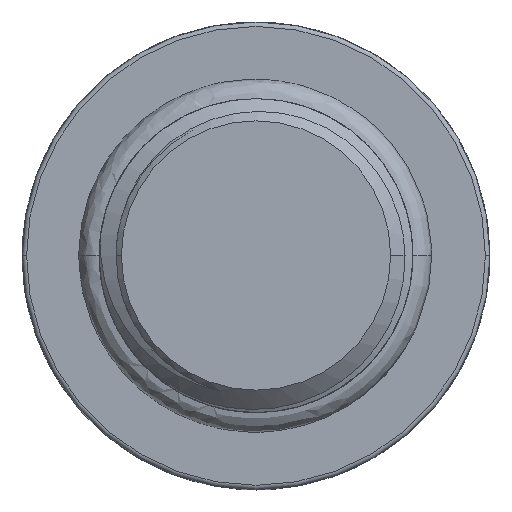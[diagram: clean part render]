
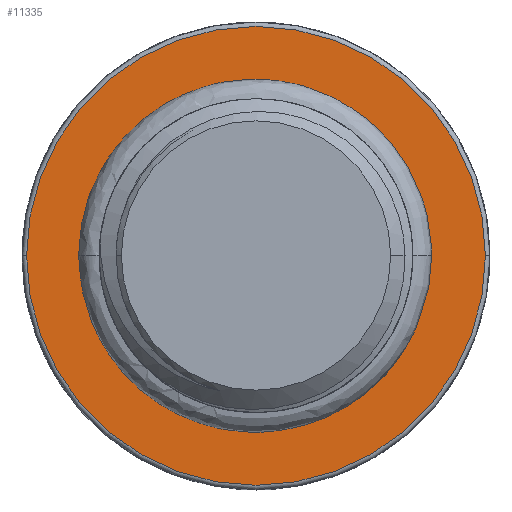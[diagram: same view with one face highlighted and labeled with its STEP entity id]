
A CAD part, top view. The second image highlights one B-rep face of the part: STEP entity #11335.
In plain terms, the highlighted planar face has unit normal (0, 0, 1).
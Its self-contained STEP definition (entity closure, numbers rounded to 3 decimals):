
#63 = CARTESIAN_POINT ( 'NONE',  ( 5.791, 4.489, 78.5 ) ) ;
#141 = CARTESIAN_POINT ( 'NONE',  ( -7.088, -2.458, 78.5 ) ) ;
#295 = CARTESIAN_POINT ( 'NONE',  ( -0.279, 7.355, 78.5 ) ) ;
#361 = EDGE_CURVE ( 'NONE', #15608, #18406, #8100, .T. ) ;
#407 = CARTESIAN_POINT ( 'NONE',  ( 3.638, 6.389, 78.5 ) ) ;
#920 = CIRCLE ( 'NONE', #19615, 10.3 ) ;
#1047 = AXIS2_PLACEMENT_3D ( 'NONE', #13621, #6651, #3186 ) ;
#1143 = CARTESIAN_POINT ( 'NONE',  ( -7.384, 0.244, 78.5 ) ) ;
#1270 = CARTESIAN_POINT ( 'NONE',  ( -3.299, 6.609, 78.5 ) ) ;
#1581 = CARTESIAN_POINT ( 'NONE',  ( -7.372, 0.483, 78.5 ) ) ;
#1807 = CARTESIAN_POINT ( 'NONE',  ( 4.809, 5.537, 78.5 ) ) ;
#1881 = CARTESIAN_POINT ( 'NONE',  ( -4.312, -6.188, 78.5 ) ) ;
#3186 = DIRECTION ( 'NONE',  ( -1., 0., 0. ) ) ;
#3250 = CARTESIAN_POINT ( 'NONE',  ( -5.575, 4.858, 78.5 ) ) ;
#3460 = CARTESIAN_POINT ( 'NONE',  ( 4.241, 5.987, 78.5 ) ) ;
#3639 = CARTESIAN_POINT ( 'NONE',  ( 0.283, -7.398, 78.5 ) ) ;
#3684 = PLANE ( 'NONE',  #8555 ) ;
#3685 = CARTESIAN_POINT ( 'NONE',  ( 4.437, 5.842, 78.5 ) ) ;
#3803 = CARTESIAN_POINT ( 'NONE',  ( 6.933, 2.384, 78.5 ) ) ;
#4780 = CARTESIAN_POINT ( 'NONE',  ( 7.312, 0.009, 78.5 ) ) ;
#4993 = CARTESIAN_POINT ( 'NONE',  ( -6.643, 3.258, 78.5 ) ) ;
#5395 = CARTESIAN_POINT ( 'NONE',  ( 5.729, -4.648, 78.5 ) ) ;
#5434 = CARTESIAN_POINT ( 'NONE',  ( 7.076, 1.917, 78.5 ) ) ;
#6171 = EDGE_CURVE ( 'NONE', #9186, #15996, #10637, .T. ) ;
#6601 = CARTESIAN_POINT ( 'NONE',  ( -1.002, 7.295, 78.5 ) ) ;
#6651 = DIRECTION ( 'NONE',  ( 0., 0., 1. ) ) ;
#6825 = CARTESIAN_POINT ( 'NONE',  ( -4.885, 5.534, 78.5 ) ) ;
#7496 = CARTESIAN_POINT ( 'NONE',  ( 5.325, 5.038, 78.5 ) ) ;
#8100 = CIRCLE ( 'NONE', #1047, 10.3 ) ;
#8555 = AXIS2_PLACEMENT_3D ( 'NONE', #14925, #13415, #16603 ) ;
#8687 = CARTESIAN_POINT ( 'NONE',  ( -6.413, 3.69, 78.5 ) ) ;
#8975 = CARTESIAN_POINT ( 'NONE',  ( 4.778, -5.581, 78.5 ) ) ;
#9186 = VERTEX_POINT ( 'NONE', #21708 ) ;
#9743 = EDGE_CURVE ( 'NONE', #18406, #15608, #920, .T. ) ;
#9997 = CARTESIAN_POINT ( 'NONE',  ( -7.009, 2.372, 78.5 ) ) ;
#10091 = CARTESIAN_POINT ( 'NONE',  ( -10.3, 0., 78.5 ) ) ;
#10118 = CARTESIAN_POINT ( 'NONE',  ( -4.512, 5.84, 78.5 ) ) ;
#10587 = CARTESIAN_POINT ( 'NONE',  ( 5.486, 4.861, 78.5 ) ) ;
#10637 = B_SPLINE_CURVE_WITH_KNOTS ( 'NONE', 3,
 ( #13900, #1143, #1581, #17668, #20942, #21054, #9997, #4993, #8687, #17230, #3250, #22911, #6825, #10118, #17350, #15568, #1270, #14020, #21173, #22692, #6601, #13791, #295, #17900, #16480, #16250, #16011, #14459, #407, #3460, #3685, #1807, #14689, #7496, #10587, #63, #16369, #21851, #12359, #3803, #5434, #18129, #21391, #19750 ),
 .UNSPECIFIED., .F., .F.,
 ( 4, 2, 2, 2, 2, 2, 2, 2, 2, 2, 2, 2, 2, 2, 2, 2, 2, 2, 2, 2, 2, 4 ),
 ( 0.023, 0.024, 0.025, 0.026, 0.027, 0.029, 0.03, 0.03, 0.032, 0.033, 0.034, 0.035, 0.036, 0.038, 0.039, 0.04, 0.04, 0.041, 0.042, 0.043, 0.045, 0.046 ),
 .UNSPECIFIED. ) ;
#10770 = CARTESIAN_POINT ( 'NONE',  ( -2.086, -7.227, 78.5 ) ) ;
#11317 =( BOUNDED_CURVE ( )  B_SPLINE_CURVE ( 3, ( #12776, #19922, #16680, #14416, #5395, #8975, #12550, #19711, #3639, #10770, #1881, #16198, #141, #11909, #18860 ),
 .UNSPECIFIED., .F., .F. ) 
 B_SPLINE_CURVE_WITH_KNOTS ( ( 4, 1, 1, 1, 1, 1, 1, 1, 1, 1, 1, 1, 4 ),
 ( 0., 0.001, 0.002, 0.003, 0.005, 0.006, 0.008, 0.01, 0.011, 0.016, 0.018, 0.02, 0.023 ),
 .UNSPECIFIED. ) 
 CURVE ( )  GEOMETRIC_REPRESENTATION_ITEM ( )  RATIONAL_B_SPLINE_CURVE ( ( 1.002, 1.002, 1.002, 1.002, 1.002, 1.002, 1.002, 1.002, 1.002, 1.002, 1.002, 1.002, 1.002, 1.002, 1.002 ) ) 
 REPRESENTATION_ITEM ( '' )  );
#11335 = ADVANCED_FACE ( 'NONE', ( #16249, #19749 ), #3684, .F. ) ;
#11428 = DIRECTION ( 'NONE',  ( -1., 0., 0. ) ) ;
#11909 = CARTESIAN_POINT ( 'NONE',  ( -7.383, -0.922, 78.5 ) ) ;
#12359 = CARTESIAN_POINT ( 'NONE',  ( 6.566, 3.269, 78.5 ) ) ;
#12550 = CARTESIAN_POINT ( 'NONE',  ( 3.552, -6.47, 78.5 ) ) ;
#12776 = CARTESIAN_POINT ( 'NONE',  ( 7.312, 0.009, 78.5 ) ) ;
#13330 = DIRECTION ( 'NONE',  ( 0., 0., 1. ) ) ;
#13415 = DIRECTION ( 'NONE',  ( 0., 0., -1. ) ) ;
#13621 = CARTESIAN_POINT ( 'NONE',  ( 0., 0., 78.5 ) ) ;
#13791 = CARTESIAN_POINT ( 'NONE',  ( -0.522, 7.343, 78.5 ) ) ;
#13900 = CARTESIAN_POINT ( 'NONE',  ( -7.383, 0.004, 78.5 ) ) ;
#14020 = CARTESIAN_POINT ( 'NONE',  ( -2.403, 6.981, 78.5 ) ) ;
#14416 = CARTESIAN_POINT ( 'NONE',  ( 6.659, -3.2, 78.5 ) ) ;
#14421 = CARTESIAN_POINT ( 'NONE',  ( 10.3, 0., 78.5 ) ) ;
#14459 = CARTESIAN_POINT ( 'NONE',  ( 3.216, 6.614, 78.5 ) ) ;
#14689 = CARTESIAN_POINT ( 'NONE',  ( 4.986, 5.376, 78.5 ) ) ;
#14925 = CARTESIAN_POINT ( 'NONE',  ( 0., 0., 78.5 ) ) ;
#15568 = CARTESIAN_POINT ( 'NONE',  ( -3.722, 6.382, 78.5 ) ) ;
#15608 = VERTEX_POINT ( 'NONE', #14421 ) ;
#15996 = VERTEX_POINT ( 'NONE', #4780 ) ;
#16011 = CARTESIAN_POINT ( 'NONE',  ( 2.33, 6.98, 78.5 ) ) ;
#16198 = CARTESIAN_POINT ( 'NONE',  ( -6.031, -4.379, 78.5 ) ) ;
#16249 = FACE_OUTER_BOUND ( 'NONE', #20280, .T. ) ;
#16250 = CARTESIAN_POINT ( 'NONE',  ( 1.862, 7.122, 78.5 ) ) ;
#16369 = CARTESIAN_POINT ( 'NONE',  ( 5.936, 4.294, 78.5 ) ) ;
#16480 = CARTESIAN_POINT ( 'NONE',  ( 0.92, 7.309, 78.5 ) ) ;
#16603 = DIRECTION ( 'NONE',  ( 0., 1., 0. ) ) ;
#16680 = CARTESIAN_POINT ( 'NONE',  ( 7.196, -1.586, 78.5 ) ) ;
#16700 = EDGE_LOOP ( 'NONE', ( #19766, #19465 ) ) ;
#17230 = CARTESIAN_POINT ( 'NONE',  ( -5.879, 4.488, 78.5 ) ) ;
#17350 = CARTESIAN_POINT ( 'NONE',  ( -4.319, 5.983, 78.5 ) ) ;
#17668 = CARTESIAN_POINT ( 'NONE',  ( -7.325, 0.962, 78.5 ) ) ;
#17794 = ORIENTED_EDGE ( 'NONE', *, *, #361, .T. ) ;
#17900 = CARTESIAN_POINT ( 'NONE',  ( 0.444, 7.356, 78.5 ) ) ;
#18129 = CARTESIAN_POINT ( 'NONE',  ( 7.263, 0.973, 78.5 ) ) ;
#18406 = VERTEX_POINT ( 'NONE', #10091 ) ;
#18483 = CARTESIAN_POINT ( 'NONE',  ( 0., 0., 78.5 ) ) ;
#18860 = CARTESIAN_POINT ( 'NONE',  ( -7.383, 0.004, 78.5 ) ) ;
#19262 = ORIENTED_EDGE ( 'NONE', *, *, #9743, .T. ) ;
#19465 = ORIENTED_EDGE ( 'NONE', *, *, #6171, .T. ) ;
#19615 = AXIS2_PLACEMENT_3D ( 'NONE', #18483, #13330, #11428 ) ;
#19711 = CARTESIAN_POINT ( 'NONE',  ( 2.104, -7.109, 78.5 ) ) ;
#19749 = FACE_BOUND ( 'NONE', #16700, .T. ) ;
#19750 = CARTESIAN_POINT ( 'NONE',  ( 7.312, 0.009, 78.5 ) ) ;
#19766 = ORIENTED_EDGE ( 'NONE', *, *, #22668, .T. ) ;
#19922 = CARTESIAN_POINT ( 'NONE',  ( 7.312, -0.468, 78.5 ) ) ;
#20280 = EDGE_LOOP ( 'NONE', ( #19262, #17794 ) ) ;
#20942 = CARTESIAN_POINT ( 'NONE',  ( -7.289, 1.202, 78.5 ) ) ;
#21054 = CARTESIAN_POINT ( 'NONE',  ( -7.148, 1.914, 78.5 ) ) ;
#21173 = CARTESIAN_POINT ( 'NONE',  ( -1.943, 7.12, 78.5 ) ) ;
#21391 = CARTESIAN_POINT ( 'NONE',  ( 7.311, 0.494, 78.5 ) ) ;
#21708 = CARTESIAN_POINT ( 'NONE',  ( -7.383, 0.004, 78.5 ) ) ;
#21851 = CARTESIAN_POINT ( 'NONE',  ( 6.34, 3.692, 78.5 ) ) ;
#22668 = EDGE_CURVE ( 'NONE', #15996, #9186, #11317, .T. ) ;
#22692 = CARTESIAN_POINT ( 'NONE',  ( -1.239, 7.26, 78.5 ) ) ;
#22911 = CARTESIAN_POINT ( 'NONE',  ( -5.065, 5.37, 78.5 ) ) ;
